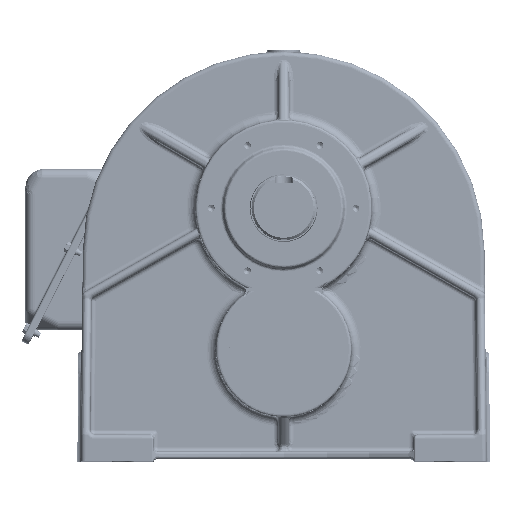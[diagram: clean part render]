
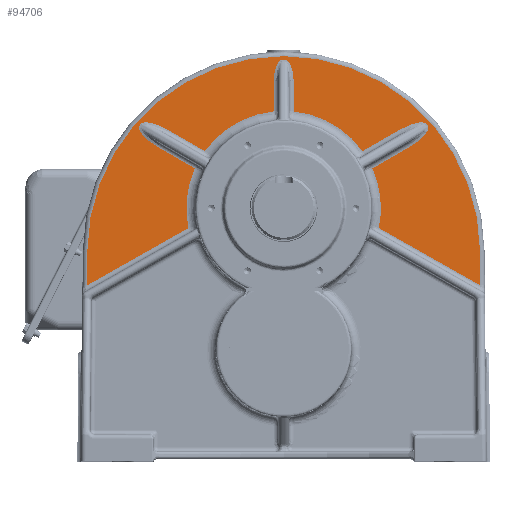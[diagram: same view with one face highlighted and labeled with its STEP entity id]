
A CAD part, top view. The second image highlights one B-rep face of the part: STEP entity #94706.
In plain terms, the highlighted planar face has unit normal (0, 0, 1).
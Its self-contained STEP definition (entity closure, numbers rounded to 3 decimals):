
#4257=CIRCLE('',#100708,107.5);
#4258=CIRCLE('',#100711,107.5);
#4259=CIRCLE('',#100714,107.5);
#4260=CIRCLE('',#100715,217.);
#4261=CIRCLE('',#100716,107.5);
#11455=LINE('',#140020,#18296);
#11456=LINE('',#140025,#18297);
#11457=LINE('',#140029,#18298);
#11458=LINE('',#140033,#18299);
#11459=LINE('',#140037,#18300);
#11460=LINE('',#140041,#18301);
#11461=LINE('',#140045,#18302);
#11462=LINE('',#140049,#18303);
#11463=LINE('',#140053,#18304);
#11464=LINE('',#140055,#18305);
#11465=LINE('',#140059,#18306);
#11466=LINE('',#140061,#18307);
#11467=LINE('',#140065,#18308);
#18296=VECTOR('',#111530,1000.);
#18297=VECTOR('',#111533,1000.);
#18298=VECTOR('',#111536,1000.);
#18299=VECTOR('',#111539,1000.);
#18300=VECTOR('',#111542,1000.);
#18301=VECTOR('',#111545,1000.);
#18302=VECTOR('',#111548,1000.);
#18303=VECTOR('',#111551,1000.);
#18304=VECTOR('',#111554,1000.);
#18305=VECTOR('',#111555,1000.);
#18306=VECTOR('',#111558,1000.);
#18307=VECTOR('',#111559,1000.);
#18308=VECTOR('',#111562,1000.);
#25323=ORIENTED_EDGE('',*,*,#54859,.T.);
#25324=ORIENTED_EDGE('',*,*,#54860,.T.);
#25325=ORIENTED_EDGE('',*,*,#54861,.T.);
#25326=ORIENTED_EDGE('',*,*,#54862,.T.);
#25327=ORIENTED_EDGE('',*,*,#54863,.T.);
#25328=ORIENTED_EDGE('',*,*,#54864,.T.);
#25329=ORIENTED_EDGE('',*,*,#54865,.T.);
#25330=ORIENTED_EDGE('',*,*,#54866,.T.);
#25331=ORIENTED_EDGE('',*,*,#54867,.T.);
#25332=ORIENTED_EDGE('',*,*,#54868,.T.);
#25333=ORIENTED_EDGE('',*,*,#54869,.T.);
#25334=ORIENTED_EDGE('',*,*,#54870,.T.);
#25335=ORIENTED_EDGE('',*,*,#54871,.T.);
#25336=ORIENTED_EDGE('',*,*,#54872,.T.);
#25337=ORIENTED_EDGE('',*,*,#54873,.T.);
#25338=ORIENTED_EDGE('',*,*,#54874,.T.);
#25339=ORIENTED_EDGE('',*,*,#54875,.T.);
#25340=ORIENTED_EDGE('',*,*,#54876,.T.);
#25341=ORIENTED_EDGE('',*,*,#54877,.T.);
#25342=ORIENTED_EDGE('',*,*,#54878,.T.);
#25343=ORIENTED_EDGE('',*,*,#54879,.T.);
#25344=ORIENTED_EDGE('',*,*,#54880,.T.);
#25345=ORIENTED_EDGE('',*,*,#54881,.T.);
#25346=ORIENTED_EDGE('',*,*,#54882,.T.);
#54859=EDGE_CURVE('',#69640,#69641,#11455,.F.);
#54860=EDGE_CURVE('',#69641,#69642,#78770,.T.);
#54861=EDGE_CURVE('',#69642,#69643,#11456,.F.);
#54862=EDGE_CURVE('',#69643,#69644,#4257,.T.);
#54863=EDGE_CURVE('',#69644,#69645,#11457,.F.);
#54864=EDGE_CURVE('',#69645,#69646,#78771,.T.);
#54865=EDGE_CURVE('',#69646,#69647,#11458,.F.);
#54866=EDGE_CURVE('',#69647,#69648,#78772,.T.);
#54867=EDGE_CURVE('',#69648,#69649,#11459,.T.);
#54868=EDGE_CURVE('',#69649,#69650,#4258,.T.);
#54869=EDGE_CURVE('',#69650,#69651,#11460,.F.);
#54870=EDGE_CURVE('',#69651,#69652,#78773,.T.);
#54871=EDGE_CURVE('',#69652,#69653,#11461,.F.);
#54872=EDGE_CURVE('',#69653,#69654,#78774,.T.);
#54873=EDGE_CURVE('',#69654,#69655,#11462,.T.);
#54874=EDGE_CURVE('',#69655,#69656,#4259,.T.);
#54875=EDGE_CURVE('',#69656,#69657,#11463,.F.);
#54876=EDGE_CURVE('',#69657,#69658,#11464,.F.);
#54877=EDGE_CURVE('',#69658,#69659,#4260,.F.);
#54878=EDGE_CURVE('',#69659,#69660,#11465,.F.);
#54879=EDGE_CURVE('',#69660,#69661,#11466,.T.);
#54880=EDGE_CURVE('',#69661,#69662,#4261,.T.);
#54881=EDGE_CURVE('',#69662,#69663,#11467,.T.);
#54882=EDGE_CURVE('',#69663,#69640,#78775,.T.);
#69640=VERTEX_POINT('',#140021);
#69641=VERTEX_POINT('',#140022);
#69642=VERTEX_POINT('',#140024);
#69643=VERTEX_POINT('',#140026);
#69644=VERTEX_POINT('',#140028);
#69645=VERTEX_POINT('',#140030);
#69646=VERTEX_POINT('',#140032);
#69647=VERTEX_POINT('',#140034);
#69648=VERTEX_POINT('',#140036);
#69649=VERTEX_POINT('',#140038);
#69650=VERTEX_POINT('',#140040);
#69651=VERTEX_POINT('',#140042);
#69652=VERTEX_POINT('',#140044);
#69653=VERTEX_POINT('',#140046);
#69654=VERTEX_POINT('',#140048);
#69655=VERTEX_POINT('',#140050);
#69656=VERTEX_POINT('',#140052);
#69657=VERTEX_POINT('',#140054);
#69658=VERTEX_POINT('',#140056);
#69659=VERTEX_POINT('',#140058);
#69660=VERTEX_POINT('',#140060);
#69661=VERTEX_POINT('',#140062);
#69662=VERTEX_POINT('',#140064);
#69663=VERTEX_POINT('',#140066);
#78770=ELLIPSE('',#100707,30.046,10.);
#78771=ELLIPSE('',#100709,24.014,10.);
#78772=ELLIPSE('',#100710,24.014,10.);
#78773=ELLIPSE('',#100712,30.046,10.);
#78774=ELLIPSE('',#100713,30.046,10.);
#78775=ELLIPSE('',#100717,30.046,10.);
#79654=EDGE_LOOP('',(#25323,#25324,#25325,#25326,#25327,#25328,#25329,#25330,
#25331,#25332,#25333,#25334,#25335,#25336,#25337,#25338,#25339,#25340,#25341,
#25342,#25343,#25344,#25345,#25346));
#86320=FACE_BOUND('',#79654,.T.);
#92922=PLANE('',#100706);
#94706=ADVANCED_FACE('',(#86320),#92922,.F.);
#100706=AXIS2_PLACEMENT_3D('',#140019,#111528,#111529);
#100707=AXIS2_PLACEMENT_3D('',#140023,#111531,#111532);
#100708=AXIS2_PLACEMENT_3D('',#140027,#111534,#111535);
#100709=AXIS2_PLACEMENT_3D('',#140031,#111537,#111538);
#100710=AXIS2_PLACEMENT_3D('',#140035,#111540,#111541);
#100711=AXIS2_PLACEMENT_3D('',#140039,#111543,#111544);
#100712=AXIS2_PLACEMENT_3D('',#140043,#111546,#111547);
#100713=AXIS2_PLACEMENT_3D('',#140047,#111549,#111550);
#100714=AXIS2_PLACEMENT_3D('',#140051,#111552,#111553);
#100715=AXIS2_PLACEMENT_3D('',#140057,#111556,#111557);
#100716=AXIS2_PLACEMENT_3D('',#140063,#111560,#111561);
#100717=AXIS2_PLACEMENT_3D('',#140067,#111563,#111564);
#111528=DIRECTION('',(0.,0.,-1.));
#111529=DIRECTION('',(-1.,0.,0.));
#111530=DIRECTION('',(-0.5,-0.866,0.));
#111531=DIRECTION('',(0.,0.,-1.));
#111532=DIRECTION('',(0.866,-0.5,0.));
#111533=DIRECTION('',(-0.866,0.5,0.));
#111534=DIRECTION('',(0.,0.,-1.));
#111535=DIRECTION('',(-1.,0.,0.));
#111536=DIRECTION('',(0.,-1.,0.));
#111537=DIRECTION('',(0.,0.,-1.));
#111538=DIRECTION('',(0.,1.,0.));
#111539=DIRECTION('',(-1.,0.,0.));
#111540=DIRECTION('',(0.,0.,-1.));
#111541=DIRECTION('',(0.,-1.,0.));
#111542=DIRECTION('',(0.,-1.,0.));
#111543=DIRECTION('',(0.,0.,-1.));
#111544=DIRECTION('',(-1.,0.,0.));
#111545=DIRECTION('',(-0.866,-0.5,0.));
#111546=DIRECTION('',(0.,0.,-1.));
#111547=DIRECTION('',(0.866,0.5,0.));
#111548=DIRECTION('',(-0.5,0.866,0.));
#111549=DIRECTION('',(0.,0.,-1.));
#111550=DIRECTION('',(-0.866,-0.5,0.));
#111551=DIRECTION('',(-0.866,-0.5,0.));
#111552=DIRECTION('',(0.,0.,-1.));
#111553=DIRECTION('',(-1.,0.,0.));
#111554=DIRECTION('',(-0.87,0.493,0.));
#111555=DIRECTION('',(0.009,-1.,0.));
#111556=DIRECTION('',(0.,0.,-1.));
#111557=DIRECTION('',(-1.,0.,0.));
#111558=DIRECTION('',(0.009,1.,0.));
#111559=DIRECTION('',(0.87,0.493,0.));
#111560=DIRECTION('',(0.,0.,-1.));
#111561=DIRECTION('',(-1.,0.,0.));
#111562=DIRECTION('',(-0.866,0.5,0.));
#111563=DIRECTION('',(0.,0.,-1.));
#111564=DIRECTION('',(-0.866,0.5,0.));
#140019=CARTESIAN_POINT('',(0.,231.,117.5));
#140020=CARTESIAN_POINT('',(-155.791,376.874,117.5));
#140021=CARTESIAN_POINT('',(-159.291,370.812,117.5));
#140022=CARTESIAN_POINT('',(-158.291,372.544,117.5));
#140023=CARTESIAN_POINT('',(-132.271,357.521,117.5));
#140024=CARTESIAN_POINT('',(-127.271,366.181,117.5));
#140025=CARTESIAN_POINT('',(-87.453,343.192,117.5));
#140026=CARTESIAN_POINT('',(-87.109,342.994,117.5));
#140027=CARTESIAN_POINT('',(0.,280.,117.5));
#140028=CARTESIAN_POINT('',(-11.,386.936,117.5));
#140029=CARTESIAN_POINT('',(-11.,443.,117.5));
#140030=CARTESIAN_POINT('',(-11.,420.076,117.5));
#140031=CARTESIAN_POINT('',(-1.,420.076,117.5));
#140032=CARTESIAN_POINT('',(-1.,444.091,117.5));
#140033=CARTESIAN_POINT('',(6.,444.091,117.5));
#140034=CARTESIAN_POINT('',(1.,444.091,117.5));
#140035=CARTESIAN_POINT('',(1.,420.076,117.5));
#140036=CARTESIAN_POINT('',(11.,420.076,117.5));
#140037=CARTESIAN_POINT('',(11.,231.,117.5));
#140038=CARTESIAN_POINT('',(11.,386.936,117.5));
#140039=CARTESIAN_POINT('',(0.,280.,117.5));
#140040=CARTESIAN_POINT('',(87.109,342.994,117.5));
#140041=CARTESIAN_POINT('',(152.55,380.776,117.5));
#140042=CARTESIAN_POINT('',(127.271,366.181,117.5));
#140043=CARTESIAN_POINT('',(132.271,357.521,117.5));
#140044=CARTESIAN_POINT('',(158.291,372.544,117.5));
#140045=CARTESIAN_POINT('',(161.791,366.482,117.5));
#140046=CARTESIAN_POINT('',(159.291,370.812,117.5));
#140047=CARTESIAN_POINT('',(133.271,355.789,117.5));
#140048=CARTESIAN_POINT('',(138.271,347.129,117.5));
#140049=CARTESIAN_POINT('',(-15.718,258.224,117.5));
#140050=CARTESIAN_POINT('',(98.109,323.942,117.5));
#140051=CARTESIAN_POINT('',(0.,280.,117.5));
#140052=CARTESIAN_POINT('',(105.235,258.048,117.5));
#140053=CARTESIAN_POINT('',(224.859,190.352,117.5));
#140054=CARTESIAN_POINT('',(217.322,194.617,117.5));
#140055=CARTESIAN_POINT('',(216.992,232.871,117.5));
#140056=CARTESIAN_POINT('',(216.992,232.871,117.5));
#140057=CARTESIAN_POINT('',(0.,231.,117.5));
#140058=CARTESIAN_POINT('',(-216.992,232.871,117.5));
#140059=CARTESIAN_POINT('',(-217.396,185.957,117.5));
#140060=CARTESIAN_POINT('',(-217.322,194.617,117.5));
#140061=CARTESIAN_POINT('',(-37.121,296.595,117.5));
#140062=CARTESIAN_POINT('',(-105.235,258.048,117.5));
#140063=CARTESIAN_POINT('',(0.,280.,117.5));
#140064=CARTESIAN_POINT('',(-98.109,323.942,117.5));
#140065=CARTESIAN_POINT('',(15.718,258.224,117.5));
#140066=CARTESIAN_POINT('',(-138.271,347.129,117.5));
#140067=CARTESIAN_POINT('',(-133.271,355.789,117.5));
